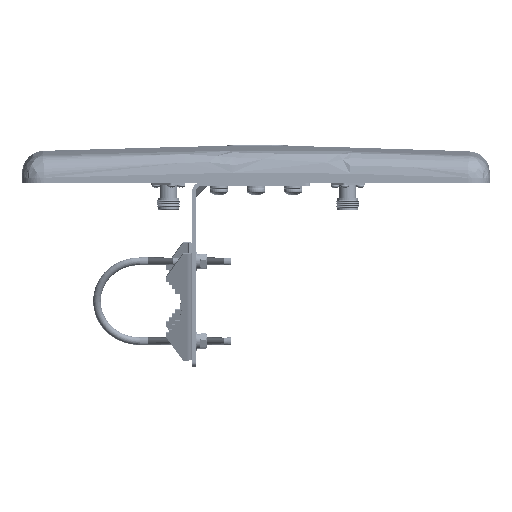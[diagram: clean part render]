
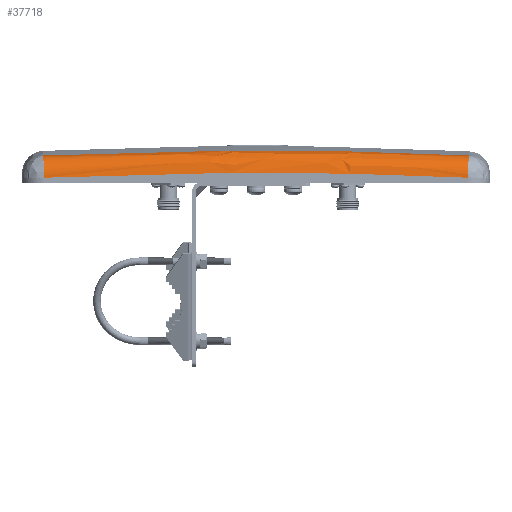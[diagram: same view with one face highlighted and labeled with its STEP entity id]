
A CAD part, top view. The second image highlights one B-rep face of the part: STEP entity #37718.
In plain terms, the highlighted free-form (B-spline) face has degree [3, 3] with [4, 4] control points.
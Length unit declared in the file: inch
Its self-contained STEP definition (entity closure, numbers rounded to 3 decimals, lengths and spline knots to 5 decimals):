
#971 = EDGE_CURVE ( 'NONE', #79022, #57679, #37996, .T. ) ;
#1096 = VERTEX_POINT ( 'NONE', #46841 ) ;
#3093 = EDGE_CURVE ( 'NONE', #79022, #1096, #70893, .T. ) ;
#4343 = CARTESIAN_POINT ( 'NONE',  ( 1.8808, 0.98868, 5.63817 ) ) ;
#4617 = CARTESIAN_POINT ( 'NONE',  ( 5.61024, 0.2213, 6.20079 ) ) ;
#6237 = CARTESIAN_POINT ( 'NONE',  ( 5.61024, 0.2213, 6.20079 ) ) ;
#7107 = FACE_OUTER_BOUND ( 'NONE', #76471, .T. ) ;
#10331 = CARTESIAN_POINT ( 'NONE',  ( -5.63817, 0.81053, 5.63817 ) ) ;
#10595 = CARTESIAN_POINT ( 'NONE',  ( -5.63743, 0.79479, 5.97089 ) ) ;
#14529 = CARTESIAN_POINT ( 'NONE',  ( 5.62601, 0.55402, 6.20079 ) ) ;
#16544 = CARTESIAN_POINT ( 'NONE',  ( 5.61024, 0.2213, 6.20079 ) ) ;
#16942 = CARTESIAN_POINT ( 'NONE',  ( 1.88055, 0.97292, 5.97089 ) ) ;
#18727 = CARTESIAN_POINT ( 'NONE',  ( -5.61024, 0.2213, 6.20079 ) ) ;
#20836 = CARTESIAN_POINT ( 'NONE',  ( 5.63817, 0.81053, 5.63817 ) ) ;
#22721 = CARTESIAN_POINT ( 'NONE',  ( -1.8808, 0.98868, 5.63817 ) ) ;
#23249 = CARTESIAN_POINT ( 'NONE',  ( -5.62601, 0.55402, 6.20079 ) ) ;
#29547 = CARTESIAN_POINT ( 'NONE',  ( 1.87674, 0.73179, 6.20079 ) ) ;
#31148 = CARTESIAN_POINT ( 'NONE',  ( -1.87148, 0.39857, 6.20079 ) ) ;
#31273 =( BOUNDED_CURVE ( )  B_SPLINE_CURVE ( 3, ( #51850, #14529, #58154, #20836 ),
 .UNSPECIFIED., .F., .F. ) 
 B_SPLINE_CURVE_WITH_KNOTS ( ( 4, 4 ),
 ( 0., 1. ),
 .UNSPECIFIED. ) 
 CURVE ( )  GEOMETRIC_REPRESENTATION_ITEM ( )  RATIONAL_B_SPLINE_CURVE ( ( 1., 0.816, 0.816, 1. ) ) 
 REPRESENTATION_ITEM ( '' )  );
#32261 =( BOUNDED_CURVE ( )  B_SPLINE_CURVE ( 3, ( #74678, #31148, #43662, #6237 ),
 .UNSPECIFIED., .F., .F. ) 
 B_SPLINE_CURVE_WITH_KNOTS ( ( 4, 4 ),
 ( 0., 1. ),
 .UNSPECIFIED. ) 
 CURVE ( )  GEOMETRIC_REPRESENTATION_ITEM ( )  RATIONAL_B_SPLINE_CURVE ( ( 1., 0.999, 0.999, 1. ) ) 
 REPRESENTATION_ITEM ( '' )  );
#33730 = CARTESIAN_POINT ( 'NONE',  ( 5.63817, 0.81053, 5.63817 ) ) ;
#35789 = CARTESIAN_POINT ( 'NONE',  ( -5.61024, 0.2213, 6.20079 ) ) ;
#37718 = ADVANCED_FACE ( 'NONE', ( #7107 ), #43912, .T. ) ;
#37996 = B_SPLINE_CURVE_WITH_KNOTS ( 'NONE', 3,
 ( #50100, #53560, #51432, #49831 ),
 .UNSPECIFIED., .F., .F.,
 ( 4, 4 ),
 ( 0., 1. ),
 .UNSPECIFIED. ) ;
#41992 = ORIENTED_EDGE ( 'NONE', *, *, #971, .F. ) ;
#42027 = VERTEX_POINT ( 'NONE', #16544 ) ;
#42050 = CARTESIAN_POINT ( 'NONE',  ( 1.87148, 0.39857, 6.20079 ) ) ;
#43662 = CARTESIAN_POINT ( 'NONE',  ( 1.87148, 0.39857, 6.20079 ) ) ;
#43912 =( BOUNDED_SURFACE ( )  B_SPLINE_SURFACE ( 3, 3, ( 
 ( #60058, #22721, #4343, #48072 ),
 ( #10595, #54293, #16942, #60593 ),
 ( #23249, #66810, #29547, #73087 ),
 ( #35789, #79393, #42050, #4617 ) ),
 .UNSPECIFIED., .F., .F., .F. ) 
 B_SPLINE_SURFACE_WITH_KNOTS ( ( 4, 4 ),
 ( 4, 4 ),
 ( 0., 1. ),
 ( 0., 1. ),
 .UNSPECIFIED. ) 
 GEOMETRIC_REPRESENTATION_ITEM ( )  RATIONAL_B_SPLINE_SURFACE ( (
 ( 1., 0.999, 0.999, 1.),
 ( 0.816, 0.815, 0.815, 0.816),
 ( 0.816, 0.815, 0.815, 0.816),
 ( 1., 0.999, 0.999, 1.) ) ) 
 REPRESENTATION_ITEM ( '' )  SURFACE ( )  );
#46841 = CARTESIAN_POINT ( 'NONE',  ( -5.61024, 0.2213, 6.20079 ) ) ;
#48019 = EDGE_CURVE ( 'NONE', #1096, #42027, #32261, .T. ) ;
#48072 = CARTESIAN_POINT ( 'NONE',  ( 5.63817, 0.81053, 5.63817 ) ) ;
#49218 = EDGE_CURVE ( 'NONE', #42027, #57679, #31273, .T. ) ;
#49831 = CARTESIAN_POINT ( 'NONE',  ( 5.63817, 0.81053, 5.63817 ) ) ;
#50100 = CARTESIAN_POINT ( 'NONE',  ( -5.63817, 0.81053, 5.63817 ) ) ;
#51432 = CARTESIAN_POINT ( 'NONE',  ( 1.8822, 0.98862, 5.63817 ) ) ;
#51850 = CARTESIAN_POINT ( 'NONE',  ( 5.61024, 0.2213, 6.20079 ) ) ;
#53560 = CARTESIAN_POINT ( 'NONE',  ( -1.8822, 0.98862, 5.63817 ) ) ;
#53642 = ORIENTED_EDGE ( 'NONE', *, *, #3093, .T. ) ;
#54293 = CARTESIAN_POINT ( 'NONE',  ( -1.88055, 0.97292, 5.97089 ) ) ;
#57323 = ORIENTED_EDGE ( 'NONE', *, *, #49218, .T. ) ;
#57679 = VERTEX_POINT ( 'NONE', #33730 ) ;
#57724 = CARTESIAN_POINT ( 'NONE',  ( -5.62601, 0.55402, 6.20079 ) ) ;
#58154 = CARTESIAN_POINT ( 'NONE',  ( 5.63743, 0.79479, 5.97089 ) ) ;
#60058 = CARTESIAN_POINT ( 'NONE',  ( -5.63817, 0.81053, 5.63817 ) ) ;
#60593 = CARTESIAN_POINT ( 'NONE',  ( 5.63743, 0.79479, 5.97089 ) ) ;
#62653 = CARTESIAN_POINT ( 'NONE',  ( -5.63817, 0.81053, 5.63817 ) ) ;
#66810 = CARTESIAN_POINT ( 'NONE',  ( -1.87674, 0.73179, 6.20079 ) ) ;
#70893 =( BOUNDED_CURVE ( )  B_SPLINE_CURVE ( 3, ( #62653, #73811, #57724, #18727 ),
 .UNSPECIFIED., .F., .F. ) 
 B_SPLINE_CURVE_WITH_KNOTS ( ( 4, 4 ),
 ( 0., 1. ),
 .UNSPECIFIED. ) 
 CURVE ( )  GEOMETRIC_REPRESENTATION_ITEM ( )  RATIONAL_B_SPLINE_CURVE ( ( 1., 0.816, 0.816, 1. ) ) 
 REPRESENTATION_ITEM ( '' )  );
#73087 = CARTESIAN_POINT ( 'NONE',  ( 5.62601, 0.55402, 6.20079 ) ) ;
#73811 = CARTESIAN_POINT ( 'NONE',  ( -5.63743, 0.79479, 5.97089 ) ) ;
#74678 = CARTESIAN_POINT ( 'NONE',  ( -5.61024, 0.2213, 6.20079 ) ) ;
#76471 = EDGE_LOOP ( 'NONE', ( #57323, #41992, #53642, #78618 ) ) ;
#78618 = ORIENTED_EDGE ( 'NONE', *, *, #48019, .T. ) ;
#79022 = VERTEX_POINT ( 'NONE', #10331 ) ;
#79393 = CARTESIAN_POINT ( 'NONE',  ( -1.87148, 0.39857, 6.20079 ) ) ;
